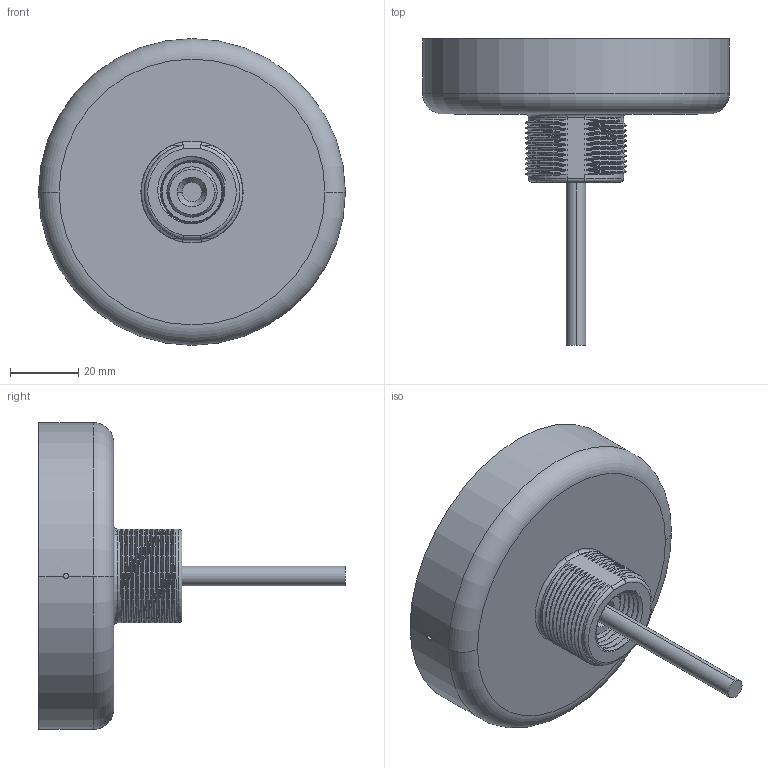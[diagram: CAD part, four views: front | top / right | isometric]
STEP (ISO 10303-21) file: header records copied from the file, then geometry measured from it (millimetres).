
FILE_DESCRIPTION((''),'2;1');
FILE_NAME('187748_ASM','2015-04-17T',('pdmadmin'),(''),'PRO/ENGINEER BY PARAMETRIC TECHNOLOGY CORPORATION, 2013230','PRO/ENGINEER BY PARAMETRIC TECHNOLOGY CORPORATION, 2013230','');
FILE_SCHEMA(('CONFIG_CONTROL_DESIGN'));
Products named in the file (5): 178148; 32626; CABLE_225_BLACK; 186473; 187748_ASM
Assembly tree (4 placements, depth 2):
  187748_ASM
    178148
    32626
    CABLE_225_BLACK
    186473
Bounding box: 90 x 89.9 x 90 mm (x, y, z)
Volume: 67691.7 mm3; surface area: 43194.4 mm2
Topology: 4 solids, 4 shells, 287 faces, 714 edges, 454 vertices
Faces by surface type: cylinder 84, bspline 83, plane 44, torus 39, cone 37
Entity records: 37182 total; most frequent: CARTESIAN_POINT 30758, ORIENTED_EDGE 1428, DIRECTION 1129, EDGE_CURVE 714, VERTEX_POINT 454, AXIS2_PLACEMENT_3D 453, EDGE_LOOP 312, FACE_OUTER_BOUND 287
